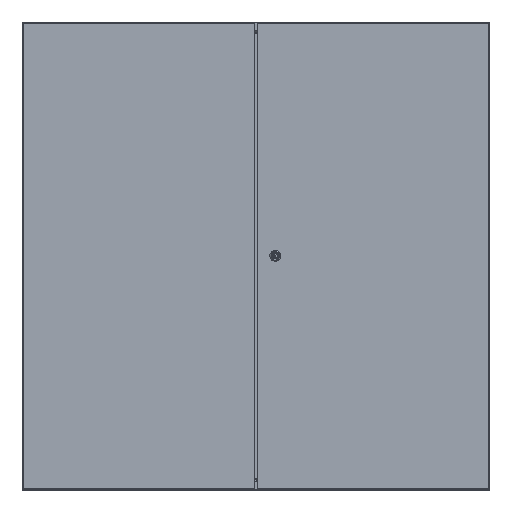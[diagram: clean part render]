
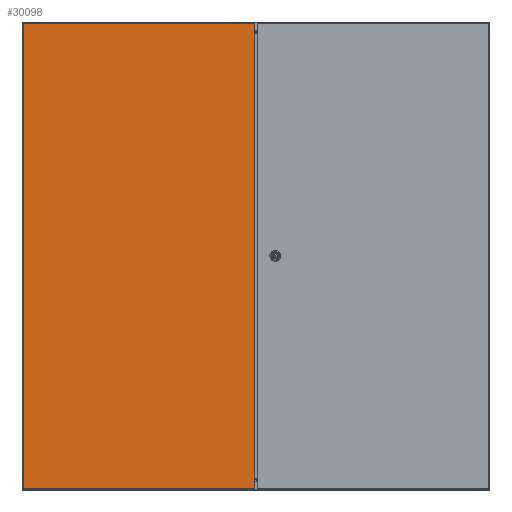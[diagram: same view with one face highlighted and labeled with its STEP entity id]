
A CAD part, top view. The second image highlights one B-rep face of the part: STEP entity #30098.
In plain terms, the highlighted planar face has unit normal (0, 0, 1).
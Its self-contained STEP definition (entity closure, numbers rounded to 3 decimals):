
#4177 = CARTESIAN_POINT ( 'NONE',  ( 2.5, 1197., 17.5 ) ) ;
#5198 = CARTESIAN_POINT ( 'NONE',  ( 2.5, 1197., 17.5 ) ) ;
#5248 = CARTESIAN_POINT ( 'NONE',  ( 2.5, 1197., 17.5 ) ) ;
#7292 = EDGE_CURVE ( 'NONE', #46455, #21716, #12452, .T. ) ;
#9011 = EDGE_CURVE ( 'NONE', #55750, #91920, #72727, .T. ) ;
#9566 = EDGE_CURVE ( 'NONE', #91920, #46455, #70487, .T. ) ;
#10382 = DIRECTION ( 'NONE',  ( 0., 0., 1. ) ) ;
#12452 = LINE ( 'NONE', #5198, #22763 ) ;
#17625 = AXIS2_PLACEMENT_3D ( 'NONE', #76765, #10382, #78186 ) ;
#19515 = DIRECTION ( 'NONE',  ( 1., 0., 0. ) ) ;
#21716 = VERTEX_POINT ( 'NONE', #4177 ) ;
#22763 = VECTOR ( 'NONE', #27068, 1000. ) ;
#26914 = DIRECTION ( 'NONE',  ( 0., 1., 0. ) ) ;
#27068 = DIRECTION ( 'NONE',  ( -1., 0., 0. ) ) ;
#30098 = ADVANCED_FACE ( 'NONE', ( #48653 ), #84974, .T. ) ;
#34831 = DIRECTION ( 'NONE',  ( 0., -1., 0. ) ) ;
#41592 = ORIENTED_EDGE ( 'NONE', *, *, #9566, .T. ) ;
#42162 = VECTOR ( 'NONE', #19515, 1000. ) ;
#46455 = VERTEX_POINT ( 'NONE', #63476 ) ;
#48653 = FACE_OUTER_BOUND ( 'NONE', #61505, .T. ) ;
#50940 = ORIENTED_EDGE ( 'NONE', *, *, #7292, .T. ) ;
#55750 = VERTEX_POINT ( 'NONE', #75737 ) ;
#61505 = EDGE_LOOP ( 'NONE', ( #85768, #93017, #41592, #50940 ) ) ;
#62313 = CARTESIAN_POINT ( 'NONE',  ( 597., 3., 17.5 ) ) ;
#63476 = CARTESIAN_POINT ( 'NONE',  ( 597., 1197., 17.5 ) ) ;
#70487 = LINE ( 'NONE', #77718, #89426 ) ;
#72727 = LINE ( 'NONE', #87742, #42162 ) ;
#75737 = CARTESIAN_POINT ( 'NONE',  ( 2.5, 3., 17.5 ) ) ;
#76765 = CARTESIAN_POINT ( 'NONE',  ( 0., 0., 17.5 ) ) ;
#77718 = CARTESIAN_POINT ( 'NONE',  ( 597., 1197., 17.5 ) ) ;
#78186 = DIRECTION ( 'NONE',  ( 1., 0., 0. ) ) ;
#78697 = VECTOR ( 'NONE', #34831, 1000. ) ;
#81301 = EDGE_CURVE ( 'NONE', #21716, #55750, #93419, .T. ) ;
#84974 = PLANE ( 'NONE',  #17625 ) ;
#85768 = ORIENTED_EDGE ( 'NONE', *, *, #81301, .T. ) ;
#87742 = CARTESIAN_POINT ( 'NONE',  ( 2.5, 3., 17.5 ) ) ;
#89426 = VECTOR ( 'NONE', #26914, 1000. ) ;
#91920 = VERTEX_POINT ( 'NONE', #62313 ) ;
#93017 = ORIENTED_EDGE ( 'NONE', *, *, #9011, .T. ) ;
#93419 = LINE ( 'NONE', #5248, #78697 ) ;
